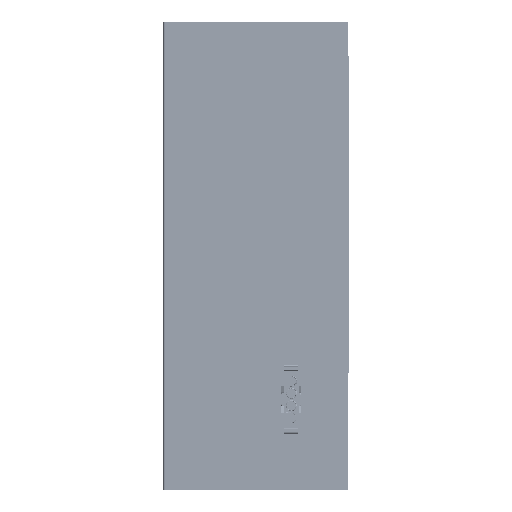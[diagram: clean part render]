
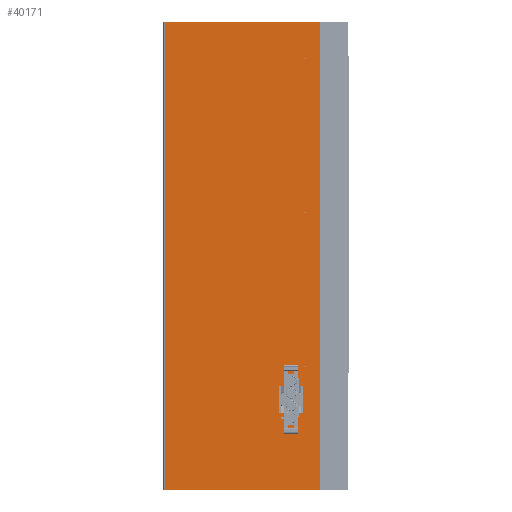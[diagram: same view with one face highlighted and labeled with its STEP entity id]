
A CAD part, left-side view. The second image highlights one B-rep face of the part: STEP entity #40171.
In plain terms, the highlighted planar face has unit normal (-1, 0, 0).
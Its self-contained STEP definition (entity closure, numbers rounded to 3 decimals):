
#19525 = VECTOR ( 'NONE', #19782, 1000. ) ;
#19782 = DIRECTION ( 'NONE',  ( 0., -1., 0. ) ) ;
#20504 = VERTEX_POINT ( 'NONE', #89217 ) ;
#20679 = DIRECTION ( 'NONE',  ( 0., 0., 1. ) ) ;
#22133 = EDGE_LOOP ( 'NONE', ( #110746, #86334, #110399, #104574 ) ) ;
#30281 = LINE ( 'NONE', #78511, #68033 ) ;
#31971 = CARTESIAN_POINT ( 'NONE',  ( -41.25, 0., 100. ) ) ;
#34420 = EDGE_CURVE ( 'NONE', #127550, #20504, #42490, .T. ) ;
#40171 = ADVANCED_FACE ( 'NONE', ( #51340 ), #112473, .T. ) ;
#42490 = LINE ( 'NONE', #76936, #103739 ) ;
#42925 = VECTOR ( 'NONE', #20679, 1000. ) ;
#51340 = FACE_OUTER_BOUND ( 'NONE', #22133, .T. ) ;
#52248 = EDGE_CURVE ( 'NONE', #132641, #79485, #86313, .T. ) ;
#53674 = DIRECTION ( 'NONE',  ( 0., 1., 0. ) ) ;
#61725 = CARTESIAN_POINT ( 'NONE',  ( -41.25, 0., 100. ) ) ;
#68033 = VECTOR ( 'NONE', #53674, 1000. ) ;
#76936 = CARTESIAN_POINT ( 'NONE',  ( -41.25, 80.5, 100. ) ) ;
#78511 = CARTESIAN_POINT ( 'NONE',  ( -41.25, 0., 100. ) ) ;
#79485 = VERTEX_POINT ( 'NONE', #61725 ) ;
#82487 = CARTESIAN_POINT ( 'NONE',  ( -41.25, 0., 100. ) ) ;
#86313 = LINE ( 'NONE', #82487, #42925 ) ;
#86334 = ORIENTED_EDGE ( 'NONE', *, *, #95266, .T. ) ;
#89217 = CARTESIAN_POINT ( 'NONE',  ( -41.25, 80.5, 100. ) ) ;
#95266 = EDGE_CURVE ( 'NONE', #127550, #132641, #116286, .T. ) ;
#103739 = VECTOR ( 'NONE', #153661, 1000. ) ;
#104574 = ORIENTED_EDGE ( 'NONE', *, *, #144835, .T. ) ;
#106960 = CARTESIAN_POINT ( 'NONE',  ( -41.25, 81.5, -143. ) ) ;
#110399 = ORIENTED_EDGE ( 'NONE', *, *, #52248, .T. ) ;
#110746 = ORIENTED_EDGE ( 'NONE', *, *, #34420, .F. ) ;
#112473 = PLANE ( 'NONE',  #135208 ) ;
#116193 = CARTESIAN_POINT ( 'NONE',  ( -41.25, 0., -143. ) ) ;
#116286 = LINE ( 'NONE', #106960, #19525 ) ;
#123773 = DIRECTION ( 'NONE',  ( -1., 0., 0. ) ) ;
#127550 = VERTEX_POINT ( 'NONE', #156262 ) ;
#128635 = DIRECTION ( 'NONE',  ( 0., 0., 1. ) ) ;
#132641 = VERTEX_POINT ( 'NONE', #116193 ) ;
#135208 = AXIS2_PLACEMENT_3D ( 'NONE', #31971, #123773, #128635 ) ;
#144835 = EDGE_CURVE ( 'NONE', #79485, #20504, #30281, .T. ) ;
#153661 = DIRECTION ( 'NONE',  ( 0., 0., 1. ) ) ;
#156262 = CARTESIAN_POINT ( 'NONE',  ( -41.25, 80.5, -143. ) ) ;
